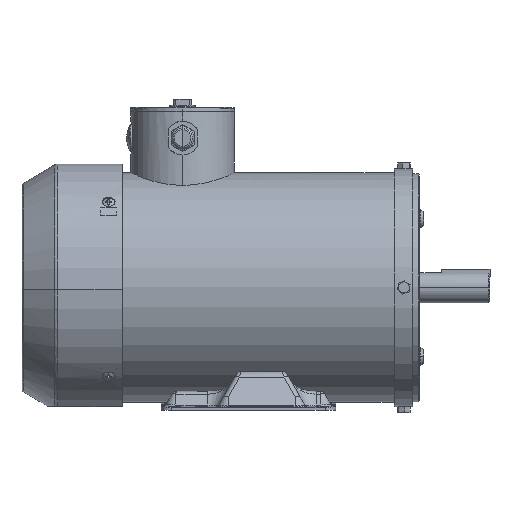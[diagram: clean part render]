
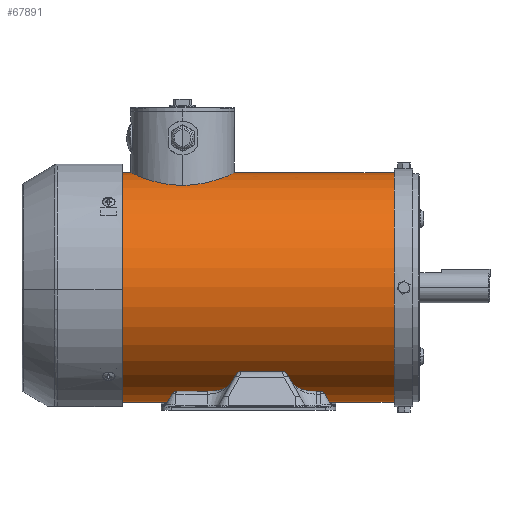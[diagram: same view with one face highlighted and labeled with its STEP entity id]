
A CAD part, top view. The second image highlights one B-rep face of the part: STEP entity #67891.
In plain terms, the highlighted cylindrical face has radius 108.5 mm (diameter 217 mm), a partial arc.
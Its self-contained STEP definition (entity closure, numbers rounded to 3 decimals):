
#1409 = DIRECTION ( 'NONE',  ( 0., 1., 0. ) ) ;
#2810 = CARTESIAN_POINT ( 'NONE',  ( 58.68, 106.641, 20. ) ) ;
#3081 = EDGE_CURVE ( 'NONE', #23834, #93604, #12445, .T. ) ;
#3165 = CARTESIAN_POINT ( 'NONE',  ( 46.323, 107.513, 14.607 ) ) ;
#4489 = LINE ( 'NONE', #45022, #7184 ) ;
#5869 = CARTESIAN_POINT ( 'NONE',  ( 78.225, 108.187, 8.262 ) ) ;
#6242 = CARTESIAN_POINT ( 'NONE',  ( 66.438, 106.833, 18.947 ) ) ;
#7184 = VECTOR ( 'NONE', #44667, 1000. ) ;
#9995 = B_SPLINE_CURVE_WITH_KNOTS ( 'NONE', 3,
 ( #40197, #91402, #22838, #100448, #48856, #109109, #57557, #5869, #66221, #14566, #74862, #23221, #83554, #31864, #92151, #40566, #100824, #49229, #109492, #57937, #6242, #66595, #14945, #75235, #23593, #83913, #32234, #92515 ),
 .UNSPECIFIED., .F., .F.,
 ( 4, 2, 2, 2, 2, 2, 2, 2, 2, 2, 2, 2, 2, 4 ),
 ( 0.063, 0.067, 0.069, 0.07, 0.072, 0.074, 0.078, 0.08, 0.082, 0.086, 0.088, 0.09, 0.092, 0.094 ),
 .UNSPECIFIED. ) ;
#11406 = VECTOR ( 'NONE', #21883, 1000. ) ;
#11500 = CARTESIAN_POINT ( 'NONE',  ( 55.459, 106.735, 19.489 ) ) ;
#11843 = CARTESIAN_POINT ( 'NONE',  ( 44.116, 107.815, 12.224 ) ) ;
#11897 = DIRECTION ( 'NONE',  ( 1., 0., 0. ) ) ;
#12444 = EDGE_CURVE ( 'NONE', #34587, #82689, #9995, .T. ) ;
#12445 = CIRCLE ( 'NONE', #54086, 108.5 ) ;
#12615 = CARTESIAN_POINT ( 'NONE',  ( 0., -108.5, 0. ) ) ;
#14566 = CARTESIAN_POINT ( 'NONE',  ( 77.329, 108.039, 10.008 ) ) ;
#14945 = CARTESIAN_POINT ( 'NONE',  ( 64.55, 106.736, 19.487 ) ) ;
#19063 = CIRCLE ( 'NONE', #89538, 108.5 ) ;
#20159 = CARTESIAN_POINT ( 'NONE',  ( 53.879, 106.816, 19.043 ) ) ;
#20520 = CARTESIAN_POINT ( 'NONE',  ( 42.033, 108.143, 8.883 ) ) ;
#21883 = DIRECTION ( 'NONE',  ( 1., 0., 0. ) ) ;
#22150 = EDGE_CURVE ( 'NONE', #23834, #65659, #100352, .T. ) ;
#22838 = CARTESIAN_POINT ( 'NONE',  ( 79.873, 108.476, 2.608 ) ) ;
#23221 = CARTESIAN_POINT ( 'NONE',  ( 75.894, 107.816, 12.21 ) ) ;
#23593 = CARTESIAN_POINT ( 'NONE',  ( 62.625, 106.671, 19.838 ) ) ;
#23834 = VERTEX_POINT ( 'NONE', #39228 ) ;
#27000 = DIRECTION ( 'NONE',  ( 0., 1., 0. ) ) ;
#28816 = CARTESIAN_POINT ( 'NONE',  ( 52.945, 106.873, 18.717 ) ) ;
#29177 = CARTESIAN_POINT ( 'NONE',  ( 41.062, 108.309, 6.465 ) ) ;
#31864 = CARTESIAN_POINT ( 'NONE',  ( 73.686, 107.514, 14.599 ) ) ;
#32234 = CARTESIAN_POINT ( 'NONE',  ( 60.661, 106.641, 20. ) ) ;
#34587 = VERTEX_POINT ( 'NONE', #62266 ) ;
#37511 = CARTESIAN_POINT ( 'NONE',  ( 51.129, 107.002, 17.973 ) ) ;
#37882 = CARTESIAN_POINT ( 'NONE',  ( 40.517, 108.406, 4.567 ) ) ;
#39228 = CARTESIAN_POINT ( 'NONE',  ( 0., 108.5, 0. ) ) ;
#40197 = CARTESIAN_POINT ( 'NONE',  ( 80., 108.5, 0. ) ) ;
#40390 = CARTESIAN_POINT ( 'NONE',  ( 40., 108.5, 0. ) ) ;
#40566 = CARTESIAN_POINT ( 'NONE',  ( 72.182, 107.333, 15.876 ) ) ;
#44667 = DIRECTION ( 'NONE',  ( 1., 0., 0. ) ) ;
#45022 = CARTESIAN_POINT ( 'NONE',  ( 260., -108.5, 0. ) ) ;
#45603 = VERTEX_POINT ( 'NONE', #84780 ) ;
#46175 = CARTESIAN_POINT ( 'NONE',  ( 48.35, 107.274, 16.27 ) ) ;
#46538 = CARTESIAN_POINT ( 'NONE',  ( 40., 108.5, 1.324 ) ) ;
#47499 = EDGE_CURVE ( 'NONE', #93604, #45603, #4489, .T. ) ;
#48856 = CARTESIAN_POINT ( 'NONE',  ( 79.326, 108.378, 5.191 ) ) ;
#49229 = CARTESIAN_POINT ( 'NONE',  ( 70.03, 107.106, 17.352 ) ) ;
#52514 = CYLINDRICAL_SURFACE ( 'NONE', #111509, 108.5 ) ;
#52698 = CARTESIAN_POINT ( 'NONE',  ( 260., 0., 0. ) ) ;
#53098 = DIRECTION ( 'NONE',  ( 1., 0., 0. ) ) ;
#54086 = AXIS2_PLACEMENT_3D ( 'NONE', #63587, #11897, #72235 ) ;
#54487 = CARTESIAN_POINT ( 'NONE',  ( 60., 106.641, 20. ) ) ;
#54860 = CARTESIAN_POINT ( 'NONE',  ( 46.806, 107.453, 15.045 ) ) ;
#55469 = ORIENTED_EDGE ( 'NONE', *, *, #103996, .T. ) ;
#57557 = CARTESIAN_POINT ( 'NONE',  ( 78.725, 108.272, 7.058 ) ) ;
#57937 = CARTESIAN_POINT ( 'NONE',  ( 67.063, 106.873, 18.723 ) ) ;
#57998 = ORIENTED_EDGE ( 'NONE', *, *, #76260, .F. ) ;
#58052 = ORIENTED_EDGE ( 'NONE', *, *, #12444, .T. ) ;
#60079 = EDGE_LOOP ( 'NONE', ( #61222, #110858, #57998, #107714, #58052, #55469, #101667 ) ) ;
#61222 = ORIENTED_EDGE ( 'NONE', *, *, #3081, .T. ) ;
#61775 = VECTOR ( 'NONE', #95143, 1000. ) ;
#62266 = CARTESIAN_POINT ( 'NONE',  ( 80., 108.5, 0. ) ) ;
#62486 = CARTESIAN_POINT ( 'NONE',  ( 60., 106.641, 20. ) ) ;
#63160 = CARTESIAN_POINT ( 'NONE',  ( 57.38, 106.665, 19.871 ) ) ;
#63544 = CARTESIAN_POINT ( 'NONE',  ( 44.944, 107.695, 13.229 ) ) ;
#63587 = CARTESIAN_POINT ( 'NONE',  ( 0., 0., 0. ) ) ;
#65659 = VERTEX_POINT ( 'NONE', #40390 ) ;
#66221 = CARTESIAN_POINT ( 'NONE',  ( 77.946, 108.14, 8.852 ) ) ;
#66595 = CARTESIAN_POINT ( 'NONE',  ( 65.183, 106.765, 19.328 ) ) ;
#67891 = ADVANCED_FACE ( 'NONE', ( #98282 ), #52514, .T. ) ;
#71512 = B_SPLINE_CURVE_WITH_KNOTS ( 'NONE', 3,
 ( #54487, #2810, #63160, #11500, #71810, #20159, #80511, #28816, #89114, #37511, #97749, #46175, #106451, #54860, #3165, #63544, #11843, #72182, #20520, #80888, #29177, #89475, #37882, #98113, #46538, #106823 ),
 .UNSPECIFIED., .F., .F.,
 ( 4, 2, 2, 2, 2, 2, 2, 2, 2, 2, 2, 2, 4 ),
 ( 0.094, 0.098, 0.1, 0.101, 0.102, 0.106, 0.108, 0.11, 0.114, 0.117, 0.119, 0.121, 0.125 ),
 .UNSPECIFIED. ) ;
#71810 = CARTESIAN_POINT ( 'NONE',  ( 54.824, 106.764, 19.33 ) ) ;
#72182 = CARTESIAN_POINT ( 'NONE',  ( 42.649, 108.041, 10.034 ) ) ;
#72235 = DIRECTION ( 'NONE',  ( 0., 1., 0. ) ) ;
#73536 = CARTESIAN_POINT ( 'NONE',  ( 260., 108.5, 0. ) ) ;
#74862 = CARTESIAN_POINT ( 'NONE',  ( 76.988, 107.985, 10.576 ) ) ;
#75235 = CARTESIAN_POINT ( 'NONE',  ( 63.271, 106.689, 19.742 ) ) ;
#76260 = EDGE_CURVE ( 'NONE', #104419, #45603, #19063, .T. ) ;
#80511 = CARTESIAN_POINT ( 'NONE',  ( 53.564, 106.834, 18.939 ) ) ;
#80888 = CARTESIAN_POINT ( 'NONE',  ( 41.284, 108.27, 7.079 ) ) ;
#81772 = EDGE_CURVE ( 'NONE', #34587, #104419, #84696, .T. ) ;
#82689 = VERTEX_POINT ( 'NONE', #62486 ) ;
#83554 = CARTESIAN_POINT ( 'NONE',  ( 75.068, 107.696, 13.215 ) ) ;
#83913 = CARTESIAN_POINT ( 'NONE',  ( 61.321, 106.647, 19.967 ) ) ;
#84696 = LINE ( 'NONE', #86531, #61775 ) ;
#84780 = CARTESIAN_POINT ( 'NONE',  ( 260., -108.5, 0. ) ) ;
#86531 = CARTESIAN_POINT ( 'NONE',  ( 260., 108.5, 0. ) ) ;
#89114 = CARTESIAN_POINT ( 'NONE',  ( 52.639, 106.894, 18.599 ) ) ;
#89475 = CARTESIAN_POINT ( 'NONE',  ( 40.679, 108.377, 5.21 ) ) ;
#89538 = AXIS2_PLACEMENT_3D ( 'NONE', #104687, #53098, #1409 ) ;
#91402 = CARTESIAN_POINT ( 'NONE',  ( 80., 108.5, 1.307 ) ) ;
#92151 = CARTESIAN_POINT ( 'NONE',  ( 73.2, 107.453, 15.04 ) ) ;
#92515 = CARTESIAN_POINT ( 'NONE',  ( 60., 106.641, 20. ) ) ;
#93604 = VERTEX_POINT ( 'NONE', #12615 ) ;
#94135 = CARTESIAN_POINT ( 'NONE',  ( 260., 108.5, 0. ) ) ;
#95143 = DIRECTION ( 'NONE',  ( 1., 0., 0. ) ) ;
#96328 = DIRECTION ( 'NONE',  ( 1., 0., 0. ) ) ;
#97749 = CARTESIAN_POINT ( 'NONE',  ( 49.982, 107.105, 17.359 ) ) ;
#98113 = CARTESIAN_POINT ( 'NONE',  ( 40.13, 108.476, 2.631 ) ) ;
#98282 = FACE_OUTER_BOUND ( 'NONE', #60079, .T. ) ;
#100352 = LINE ( 'NONE', #73536, #11406 ) ;
#100448 = CARTESIAN_POINT ( 'NONE',  ( 79.487, 108.406, 4.55 ) ) ;
#100824 = CARTESIAN_POINT ( 'NONE',  ( 71.656, 107.274, 16.266 ) ) ;
#101667 = ORIENTED_EDGE ( 'NONE', *, *, #22150, .F. ) ;
#103996 = EDGE_CURVE ( 'NONE', #82689, #65659, #71512, .T. ) ;
#104419 = VERTEX_POINT ( 'NONE', #94135 ) ;
#104687 = CARTESIAN_POINT ( 'NONE',  ( 260., 0., 0. ) ) ;
#106451 = CARTESIAN_POINT ( 'NONE',  ( 47.819, 107.333, 15.876 ) ) ;
#106823 = CARTESIAN_POINT ( 'NONE',  ( 40., 108.5, 0. ) ) ;
#107714 = ORIENTED_EDGE ( 'NONE', *, *, #81772, .F. ) ;
#109109 = CARTESIAN_POINT ( 'NONE',  ( 78.945, 108.31, 6.444 ) ) ;
#109492 = CARTESIAN_POINT ( 'NONE',  ( 68.883, 107.003, 17.967 ) ) ;
#110858 = ORIENTED_EDGE ( 'NONE', *, *, #47499, .T. ) ;
#111509 = AXIS2_PLACEMENT_3D ( 'NONE', #52698, #96328, #27000 ) ;
